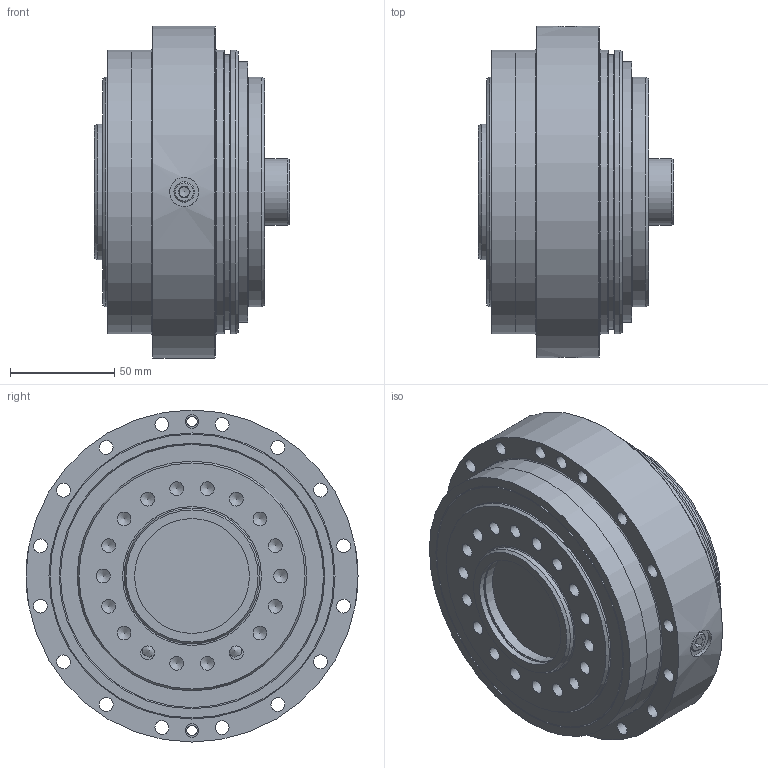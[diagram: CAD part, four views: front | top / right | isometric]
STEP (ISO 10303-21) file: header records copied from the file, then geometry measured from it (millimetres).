
FILE_DESCRIPTION(/* description */ (''),/* implementation_level */ '2;1');
FILE_NAME(/* name */ 'F4CF-DA25_01.stp',/* time_stamp */ '2025-04-15T16:24:04+09:00',/* author */ ('ik43153556'),/* organization */ (''),/* preprocessor_version */ 'ST-DEVELOPER v18.1',/* originating_system */ 'Autodesk Inventor 2021',/* authorisation */ '');
FILE_SCHEMA (('AUTOMOTIVE_DESIGN { 1 0 10303 214 3 1 1 }'));
Length unit declared in the file: millimetre
Products named in the file (1): F4CF-DA25_01
Bounding box: 93.5 x 159 x 159 mm (x, y, z)
Volume: 1176808.7 mm3; surface area: 104132.2 mm2
Topology: 1 solids, 3 shells, 233 faces, 537 edges, 345 vertices
Faces by surface type: plane 103, cylinder 75, cone 40, torus 15
Full cylindrical faces by diameter (mm): 4.917 x2, 6.6 x18, 6.647 x18, 8.566 x2, 13 x6, 14 x8, 19.5 x1, 31.9 x1, 32 x1, 55 x2, 58 x1, 65 x1, 108 x1, 110 x2, 125 x1, 126 x1, 131.6 x1, 136 x4, 159 x1
Entity records: 6942 total; most frequent: CARTESIAN_POINT 1329, DIRECTION 1141, ORIENTED_EDGE 1020, EDGE_CURVE 510, AXIS2_PLACEMENT_3D 449, VERTEX_POINT 345, EDGE_LOOP 331, LINE 243
